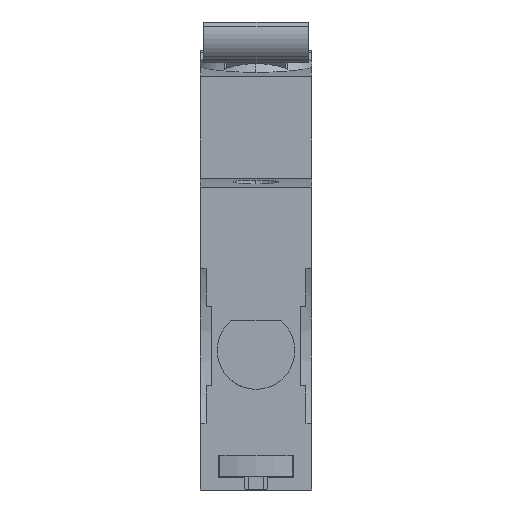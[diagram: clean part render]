
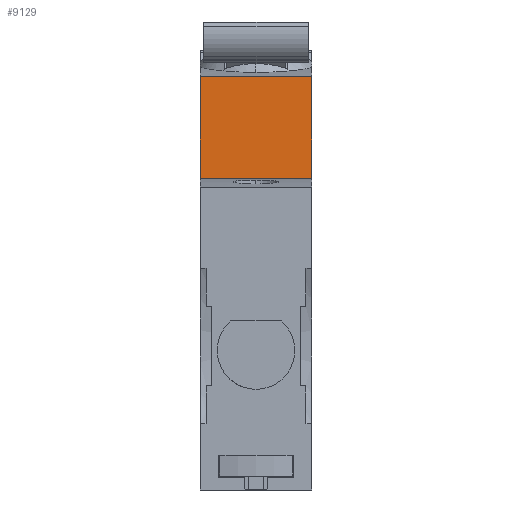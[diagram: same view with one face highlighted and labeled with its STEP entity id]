
A CAD part, front view. The second image highlights one B-rep face of the part: STEP entity #9129.
In plain terms, the highlighted planar face has unit normal (0, -1, 0).
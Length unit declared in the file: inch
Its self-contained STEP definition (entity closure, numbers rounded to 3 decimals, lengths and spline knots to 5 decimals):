
#806=DIRECTION('',(0.,0.,1.));
#807=VECTOR('',#806,0.63522);
#808=CARTESIAN_POINT('',(0.71654,0.82288,
-0.86871));
#809=LINE('',#808,#807);
#2910=DIRECTION('',(-1.,0.,0.));
#2911=VECTOR('',#2910,0.69685);
#2912=CARTESIAN_POINT('',(0.71654,0.82288,
-0.23348));
#2913=LINE('',#2912,#2911);
#2914=DIRECTION('',(-1.,0.,0.));
#2915=VECTOR('',#2914,0.69685);
#2916=CARTESIAN_POINT('',(0.71654,0.82288,
-0.86871));
#2917=LINE('',#2916,#2915);
#2918=DIRECTION('',(0.,0.,1.));
#2919=VECTOR('',#2918,0.63522);
#2920=CARTESIAN_POINT('',(0.01969,0.82288,
-0.86871));
#2921=LINE('',#2920,#2919);
#4545=CARTESIAN_POINT('',(0.01969,0.82288,
-0.23348));
#4546=VERTEX_POINT('',#4545);
#4547=CARTESIAN_POINT('',(0.01969,0.82288,
-0.86871));
#4548=VERTEX_POINT('',#4547);
#4793=CARTESIAN_POINT('',(0.71654,0.82288,
-0.86871));
#4794=VERTEX_POINT('',#4793);
#4795=CARTESIAN_POINT('',(0.71654,0.82288,
-0.23348));
#4796=VERTEX_POINT('',#4795);
#9117=CARTESIAN_POINT('',(0.01969,0.82288,
-0.2337));
#9118=DIRECTION('',(0.,-1.,0.));
#9119=DIRECTION('',(0.,0.,-1.));
#9120=AXIS2_PLACEMENT_3D('',#9117,#9118,#9119);
#9121=PLANE('',#9120);
#9122=ORIENTED_EDGE('',*,*,#9111,.F.);
#9123=ORIENTED_EDGE('',*,*,#6689,.F.);
#9125=ORIENTED_EDGE('',*,*,#9124,.T.);
#9126=ORIENTED_EDGE('',*,*,#6794,.T.);
#9127=EDGE_LOOP('',(#9122,#9123,#9125,#9126));
#9128=FACE_OUTER_BOUND('',#9127,.F.);
#9129=ADVANCED_FACE('',(#9128),#9121,.T.);
#6689=EDGE_CURVE('',#4794,#4796,#809,.T.);
#6794=EDGE_CURVE('',#4548,#4546,#2921,.T.);
#9111=EDGE_CURVE('',#4796,#4546,#2913,.T.);
#9124=EDGE_CURVE('',#4794,#4548,#2917,.T.);
